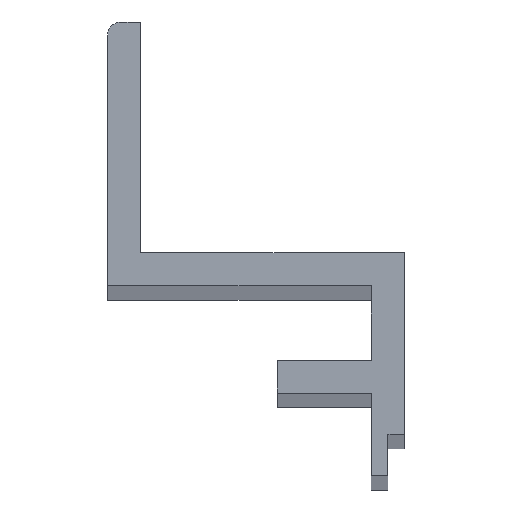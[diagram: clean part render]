
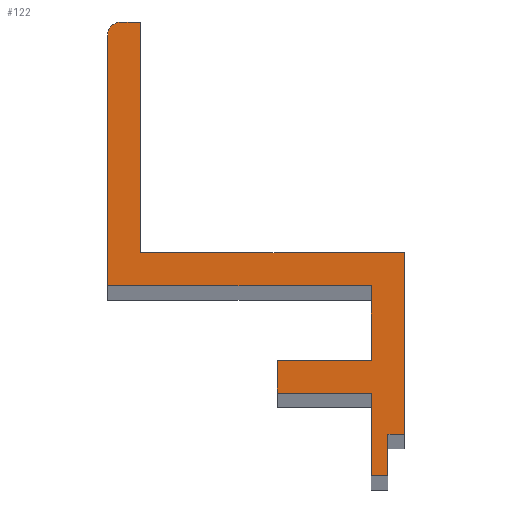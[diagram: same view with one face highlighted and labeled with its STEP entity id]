
A CAD part, top view. The second image highlights one B-rep face of the part: STEP entity #122.
In plain terms, the highlighted planar face has unit normal (0, 0, 1).
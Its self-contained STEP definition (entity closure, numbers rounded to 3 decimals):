
#7 = LINE ( 'NONE', #383, #386 ) ;
#10 = CARTESIAN_POINT ( 'NONE',  ( 20., 31.2, 500. ) ) ;
#16 = DIRECTION ( 'NONE',  ( -1., 0., 0. ) ) ;
#19 = EDGE_CURVE ( 'NONE', #451, #321, #320, .T. ) ;
#27 = EDGE_CURVE ( 'NONE', #208, #183, #213, .T. ) ;
#33 = EDGE_CURVE ( 'NONE', #84, #183, #231, .T. ) ;
#37 = DIRECTION ( 'NONE',  ( -1., 0., 0. ) ) ;
#42 = CARTESIAN_POINT ( 'NONE',  ( 37., 16.97, 500. ) ) ;
#48 = CARTESIAN_POINT ( 'NONE',  ( 30.3, 9.5, 500. ) ) ;
#50 = ORIENTED_EDGE ( 'NONE', *, *, #339, .F. ) ;
#52 = DIRECTION ( 'NONE',  ( -1., 0., 0. ) ) ;
#56 = DIRECTION ( 'NONE',  ( 1., 0., 0. ) ) ;
#58 = EDGE_CURVE ( 'NONE', #405, #493, #102, .T. ) ;
#60 = EDGE_CURVE ( 'NONE', #405, #69, #326, .T. ) ;
#62 = VERTEX_POINT ( 'NONE', #48 ) ;
#69 = VERTEX_POINT ( 'NONE', #265 ) ;
#72 = VECTOR ( 'NONE', #363, 1000. ) ;
#80 = DIRECTION ( 'NONE',  ( 0., -1., 0. ) ) ;
#84 = VERTEX_POINT ( 'NONE', #310 ) ;
#95 = CARTESIAN_POINT ( 'NONE',  ( 20.8, 31.2, 500. ) ) ;
#96 = CARTESIAN_POINT ( 'NONE',  ( 37.5, 7., 500. ) ) ;
#101 = VERTEX_POINT ( 'NONE', #222 ) ;
#102 = LINE ( 'NONE', #270, #72 ) ;
#110 = CARTESIAN_POINT ( 'NONE',  ( 36.5, 4.5, 500. ) ) ;
#113 = DIRECTION ( 'NONE',  ( 1., 0., 0. ) ) ;
#115 = DIRECTION ( 'NONE',  ( 0., -1., 0. ) ) ;
#122 = ADVANCED_FACE ( 'NONE', ( #532 ), #375, .T. ) ;
#125 = DIRECTION ( 'NONE',  ( 0., 1., 0. ) ) ;
#131 = EDGE_CURVE ( 'NONE', #62, #346, #261, .T. ) ;
#134 = VECTOR ( 'NONE', #452, 1000. ) ;
#136 = LINE ( 'NONE', #188, #467 ) ;
#140 = CARTESIAN_POINT ( 'NONE',  ( 36., 11.5, 500. ) ) ;
#147 = EDGE_CURVE ( 'NONE', #533, #84, #567, .T. ) ;
#159 = CARTESIAN_POINT ( 'NONE',  ( 36., 4.5, 500. ) ) ;
#168 = CARTESIAN_POINT ( 'NONE',  ( 38., 18., 500. ) ) ;
#170 = CARTESIAN_POINT ( 'NONE',  ( 36., 16., 500. ) ) ;
#176 = AXIS2_PLACEMENT_3D ( 'NONE', #95, #314, #179 ) ;
#177 = VERTEX_POINT ( 'NONE', #140 ) ;
#179 = DIRECTION ( 'NONE',  ( -1., 0., 0. ) ) ;
#182 = EDGE_CURVE ( 'NONE', #493, #451, #136, .T. ) ;
#183 = VERTEX_POINT ( 'NONE', #10 ) ;
#187 = CARTESIAN_POINT ( 'NONE',  ( 28.966, 9.5, 500. ) ) ;
#188 = CARTESIAN_POINT ( 'NONE',  ( 28.966, 18., 500. ) ) ;
#199 = ORIENTED_EDGE ( 'NONE', *, *, #472, .T. ) ;
#204 = DIRECTION ( 'NONE',  ( 0., 1., 0. ) ) ;
#208 = VERTEX_POINT ( 'NONE', #330 ) ;
#213 = CIRCLE ( 'NONE', #176, 0.8 ) ;
#220 = ORIENTED_EDGE ( 'NONE', *, *, #448, .T. ) ;
#222 = CARTESIAN_POINT ( 'NONE',  ( 37., 4.5, 500. ) ) ;
#224 = EDGE_CURVE ( 'NONE', #346, #385, #313, .T. ) ;
#225 = VECTOR ( 'NONE', #420, 1000. ) ;
#226 = VERTEX_POINT ( 'NONE', #242 ) ;
#227 = CARTESIAN_POINT ( 'NONE',  ( 28., 16., 500. ) ) ;
#231 = LINE ( 'NONE', #520, #246 ) ;
#240 = LINE ( 'NONE', #110, #225 ) ;
#242 = CARTESIAN_POINT ( 'NONE',  ( 30.3, 11.5, 500. ) ) ;
#246 = VECTOR ( 'NONE', #353, 1000. ) ;
#247 = CARTESIAN_POINT ( 'NONE',  ( 38., 7., 500. ) ) ;
#248 = ORIENTED_EDGE ( 'NONE', *, *, #60, .F. ) ;
#250 = CARTESIAN_POINT ( 'NONE',  ( 36., 13.75, 500. ) ) ;
#261 = LINE ( 'NONE', #187, #362 ) ;
#265 = CARTESIAN_POINT ( 'NONE',  ( 37., 7., 500. ) ) ;
#266 = VECTOR ( 'NONE', #125, 1000. ) ;
#268 = ORIENTED_EDGE ( 'NONE', *, *, #408, .F. ) ;
#270 = CARTESIAN_POINT ( 'NONE',  ( 38., 16.97, 500. ) ) ;
#273 = ORIENTED_EDGE ( 'NONE', *, *, #58, .T. ) ;
#287 = LINE ( 'NONE', #42, #266 ) ;
#296 = CARTESIAN_POINT ( 'NONE',  ( 36., 9.5, 500. ) ) ;
#307 = EDGE_CURVE ( 'NONE', #208, #321, #7, .T. ) ;
#310 = CARTESIAN_POINT ( 'NONE',  ( 20., 16., 500. ) ) ;
#313 = LINE ( 'NONE', #496, #526 ) ;
#314 = DIRECTION ( 'NONE',  ( 0., 0., 1. ) ) ;
#320 = LINE ( 'NONE', #356, #545 ) ;
#321 = VERTEX_POINT ( 'NONE', #541 ) ;
#323 = DIRECTION ( 'NONE',  ( 0., 0., 1. ) ) ;
#326 = LINE ( 'NONE', #96, #505 ) ;
#330 = CARTESIAN_POINT ( 'NONE',  ( 20.8, 32., 500. ) ) ;
#332 = ORIENTED_EDGE ( 'NONE', *, *, #182, .T. ) ;
#339 = EDGE_CURVE ( 'NONE', #101, #385, #240, .T. ) ;
#346 = VERTEX_POINT ( 'NONE', #296 ) ;
#350 = CARTESIAN_POINT ( 'NONE',  ( 22., 18., 500. ) ) ;
#351 = CARTESIAN_POINT ( 'NONE',  ( 30.3, 16.97, 500. ) ) ;
#353 = DIRECTION ( 'NONE',  ( 0., 1., 0. ) ) ;
#356 = CARTESIAN_POINT ( 'NONE',  ( 22., 16.97, 500. ) ) ;
#362 = VECTOR ( 'NONE', #414, 1000. ) ;
#363 = DIRECTION ( 'NONE',  ( 0., 1., 0. ) ) ;
#367 = ORIENTED_EDGE ( 'NONE', *, *, #224, .T. ) ;
#375 = PLANE ( 'NONE',  #516 ) ;
#383 = CARTESIAN_POINT ( 'NONE',  ( 21.4, 32., 500. ) ) ;
#385 = VERTEX_POINT ( 'NONE', #159 ) ;
#386 = VECTOR ( 'NONE', #113, 1000. ) ;
#387 = ORIENTED_EDGE ( 'NONE', *, *, #33, .F. ) ;
#398 = LINE ( 'NONE', #351, #404 ) ;
#404 = VECTOR ( 'NONE', #80, 1000. ) ;
#405 = VERTEX_POINT ( 'NONE', #247 ) ;
#408 = EDGE_CURVE ( 'NONE', #177, #533, #530, .T. ) ;
#414 = DIRECTION ( 'NONE',  ( 1., 0., 0. ) ) ;
#420 = DIRECTION ( 'NONE',  ( -1., 0., 0. ) ) ;
#422 = EDGE_LOOP ( 'NONE', ( #538, #367, #50, #478, #248, #273, #332, #445, #440, #462, #387, #563, #268, #199, #220 ) ) ;
#431 = VECTOR ( 'NONE', #37, 1000. ) ;
#440 = ORIENTED_EDGE ( 'NONE', *, *, #307, .F. ) ;
#445 = ORIENTED_EDGE ( 'NONE', *, *, #19, .T. ) ;
#448 = EDGE_CURVE ( 'NONE', #226, #62, #398, .T. ) ;
#451 = VERTEX_POINT ( 'NONE', #350 ) ;
#452 = DIRECTION ( 'NONE',  ( -1., 0., 0. ) ) ;
#457 = LINE ( 'NONE', #559, #431 ) ;
#462 = ORIENTED_EDGE ( 'NONE', *, *, #27, .T. ) ;
#467 = VECTOR ( 'NONE', #16, 1000. ) ;
#472 = EDGE_CURVE ( 'NONE', #177, #226, #457, .T. ) ;
#478 = ORIENTED_EDGE ( 'NONE', *, *, #560, .T. ) ;
#493 = VERTEX_POINT ( 'NONE', #168 ) ;
#496 = CARTESIAN_POINT ( 'NONE',  ( 36., 16.97, 500. ) ) ;
#505 = VECTOR ( 'NONE', #52, 1000. ) ;
#510 = VECTOR ( 'NONE', #204, 1000. ) ;
#516 = AXIS2_PLACEMENT_3D ( 'NONE', #534, #323, #56 ) ;
#520 = CARTESIAN_POINT ( 'NONE',  ( 20., 23.6, 500. ) ) ;
#526 = VECTOR ( 'NONE', #115, 1000. ) ;
#530 = LINE ( 'NONE', #250, #510 ) ;
#532 = FACE_OUTER_BOUND ( 'NONE', #422, .T. ) ;
#533 = VERTEX_POINT ( 'NONE', #170 ) ;
#534 = CARTESIAN_POINT ( 'NONE',  ( 28.966, 16.97, 500. ) ) ;
#538 = ORIENTED_EDGE ( 'NONE', *, *, #131, .T. ) ;
#541 = CARTESIAN_POINT ( 'NONE',  ( 22., 32., 500. ) ) ;
#545 = VECTOR ( 'NONE', #557, 1000. ) ;
#557 = DIRECTION ( 'NONE',  ( 0., 1., 0. ) ) ;
#559 = CARTESIAN_POINT ( 'NONE',  ( 28.966, 11.5, 500. ) ) ;
#560 = EDGE_CURVE ( 'NONE', #101, #69, #287, .T. ) ;
#563 = ORIENTED_EDGE ( 'NONE', *, *, #147, .F. ) ;
#567 = LINE ( 'NONE', #227, #134 ) ;
